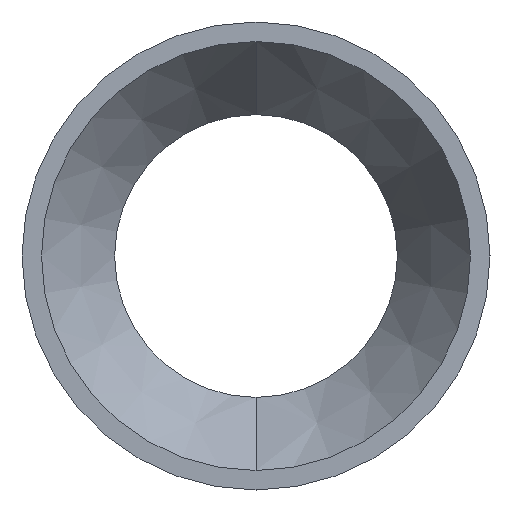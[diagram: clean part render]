
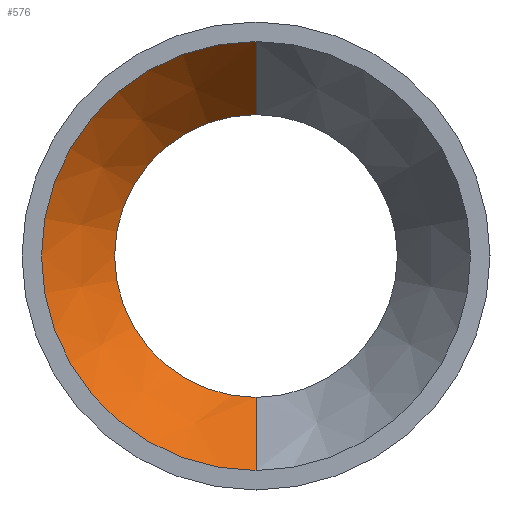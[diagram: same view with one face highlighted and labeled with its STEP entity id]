
A CAD part, front view. The second image highlights one B-rep face of the part: STEP entity #576.
In plain terms, the highlighted conical face has half-angle 34.216 degrees and reference radius 4.4 mm.
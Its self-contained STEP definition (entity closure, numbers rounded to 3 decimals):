
#5 = CARTESIAN_POINT ( 'NONE',  ( 0., -3.5, 0. ) ) ;
#82 = DIRECTION ( 'NONE',  ( 0., 0., -1. ) ) ;
#104 = CARTESIAN_POINT ( 'NONE',  ( 0., -1.294, 0. ) ) ;
#111 = CARTESIAN_POINT ( 'NONE',  ( 0., -1.294, 2.9 ) ) ;
#133 = CIRCLE ( 'NONE', #319, 4.4 ) ;
#143 = DIRECTION ( 'NONE',  ( 0., 1., 0. ) ) ;
#148 = FACE_OUTER_BOUND ( 'NONE', #485, .T. ) ;
#150 = DIRECTION ( 'NONE',  ( 0., 1., 0. ) ) ;
#178 = VERTEX_POINT ( 'NONE', #456 ) ;
#192 = ORIENTED_EDGE ( 'NONE', *, *, #322, .F. ) ;
#218 = VERTEX_POINT ( 'NONE', #556 ) ;
#226 = ORIENTED_EDGE ( 'NONE', *, *, #545, .F. ) ;
#246 = DIRECTION ( 'NONE',  ( 0., -1., 0. ) ) ;
#259 = LINE ( 'NONE', #388, #394 ) ;
#261 = CARTESIAN_POINT ( 'NONE',  ( 0., -3.5, 4.4 ) ) ;
#282 = LINE ( 'NONE', #593, #617 ) ;
#319 = AXIS2_PLACEMENT_3D ( 'NONE', #331, #143, #424 ) ;
#322 = EDGE_CURVE ( 'NONE', #178, #218, #259, .T. ) ;
#331 = CARTESIAN_POINT ( 'NONE',  ( 0., -3.5, 0. ) ) ;
#339 = CONICAL_SURFACE ( 'NONE', #425, 4.4, 0.597 ) ;
#353 = VERTEX_POINT ( 'NONE', #111 ) ;
#370 = AXIS2_PLACEMENT_3D ( 'NONE', #104, #150, #487 ) ;
#388 = CARTESIAN_POINT ( 'NONE',  ( 0., -3.5, -4.4 ) ) ;
#394 = VECTOR ( 'NONE', #495, 1000. ) ;
#413 = EDGE_CURVE ( 'NONE', #178, #353, #546, .T. ) ;
#424 = DIRECTION ( 'NONE',  ( 0., 0., 1. ) ) ;
#425 = AXIS2_PLACEMENT_3D ( 'NONE', #5, #246, #82 ) ;
#456 = CARTESIAN_POINT ( 'NONE',  ( 0., -1.294, -2.9 ) ) ;
#485 = EDGE_LOOP ( 'NONE', ( #598, #496, #226, #192 ) ) ;
#487 = DIRECTION ( 'NONE',  ( 0., 0., 1. ) ) ;
#490 = EDGE_CURVE ( 'NONE', #353, #508, #282, .T. ) ;
#495 = DIRECTION ( 'NONE',  ( 0., -0.827, -0.562 ) ) ;
#496 = ORIENTED_EDGE ( 'NONE', *, *, #490, .T. ) ;
#508 = VERTEX_POINT ( 'NONE', #261 ) ;
#545 = EDGE_CURVE ( 'NONE', #218, #508, #133, .T. ) ;
#546 = CIRCLE ( 'NONE', #370, 2.9 ) ;
#553 = DIRECTION ( 'NONE',  ( 0., -0.827, 0.562 ) ) ;
#556 = CARTESIAN_POINT ( 'NONE',  ( 0., -3.5, -4.4 ) ) ;
#576 = ADVANCED_FACE ( 'NONE', ( #148 ), #339, .F. ) ;
#593 = CARTESIAN_POINT ( 'NONE',  ( 0., -3.5, 4.4 ) ) ;
#598 = ORIENTED_EDGE ( 'NONE', *, *, #413, .T. ) ;
#617 = VECTOR ( 'NONE', #553, 1000. ) ;
